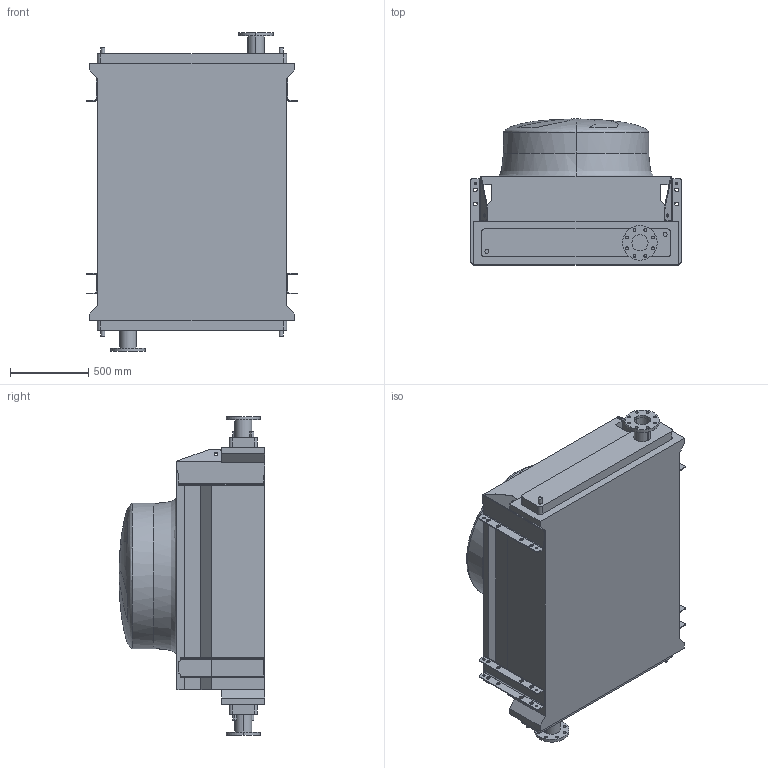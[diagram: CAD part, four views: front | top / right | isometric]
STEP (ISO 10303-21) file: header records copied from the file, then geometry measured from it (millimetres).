
FILE_DESCRIPTION (( 'STEP AP203' ), '1' );
FILE_NAME ('BOAS_01L-I.step', '2022-05-06T13:00:20', ( '' ), ( '' ), 'SwSTEP 2.0', 'SolidWorks 2019', '' );
FILE_SCHEMA (( 'CONFIG_CONTROL_DESIGN' ));
Length unit declared in the file: millimetre
Products named in the file (1): BOAS_01L-I
Bounding box: 1340 x 930 x 2030 mm (x, y, z)
Volume: 1288236596.4 mm3; surface area: 9877489 mm2
Topology: 5 solids, 5 shells, 371 faces, 1045 edges, 699 vertices
Faces by surface type: cylinder 198, plane 156, bspline 17
Entity records: 14130 total; most frequent: CARTESIAN_POINT 4013, DIRECTION 2104, ORIENTED_EDGE 2086, EDGE_CURVE 1043, AXIS2_PLACEMENT_3D 759, VERTEX_POINT 699, VECTOR 586, LINE 586
